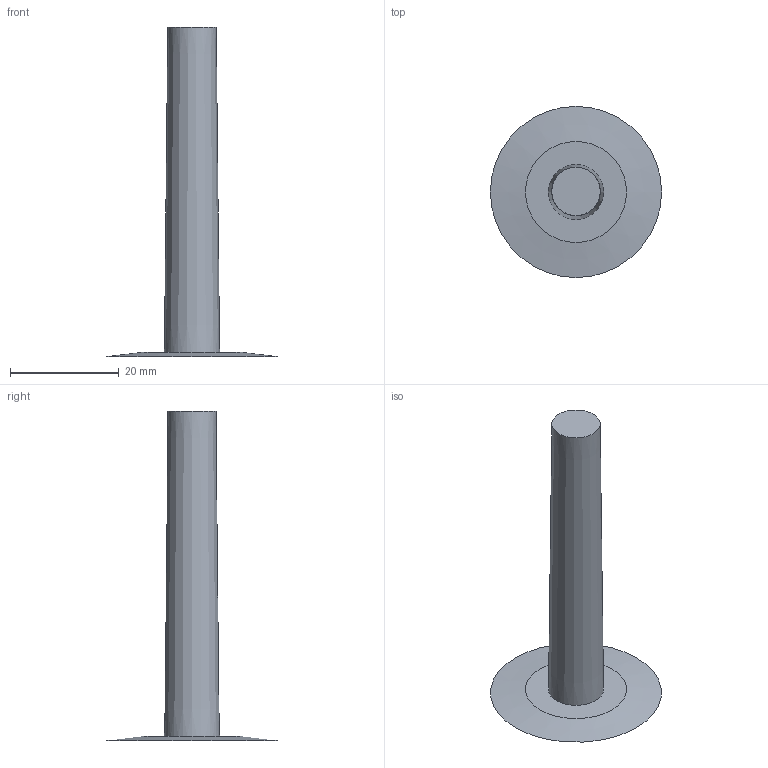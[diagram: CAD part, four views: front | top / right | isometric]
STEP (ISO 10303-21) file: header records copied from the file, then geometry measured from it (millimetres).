
FILE_DESCRIPTION(('Open CASCADE Model'),'2;1');
FILE_NAME('Open CASCADE Shape Model','2025-07-01T18:57:11',('Author'),( 'Open CASCADE'),'Open CASCADE STEP processor 7.5','Open CASCADE 7.5' ,'Unknown');
FILE_SCHEMA(('CONFIG_CONTROL_DESIGN'));
Length unit declared in the file: millimetre
Products named in the file (1): Open CASCADE STEP translator 7.5 14
Bounding box: 31.51 x 31.51 x 60.63 mm (x, y, z)
Volume: 4668.3 mm3; surface area: 3338.4 mm2
Topology: 1 solids, 1 shells, 5 faces, 7 edges, 5 vertices
Faces by surface type: plane 3, cone 2
Entity records: 245 total; most frequent: DIRECTION 38, CARTESIAN_POINT 32, ORIENTED_EDGE 14, PCURVE 14, DEFINITIONAL_REPRESENTATION 14, AXIS2_PLACEMENT_3D 11, LINE 11, VECTOR 11
